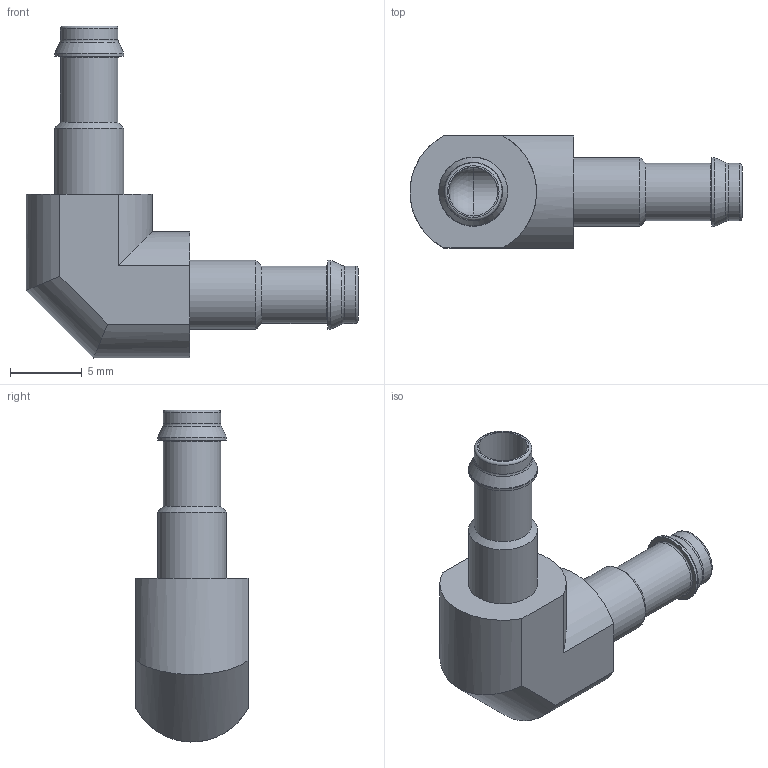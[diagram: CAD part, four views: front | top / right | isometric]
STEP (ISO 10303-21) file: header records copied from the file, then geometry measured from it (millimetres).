
FILE_DESCRIPTION(/* description */ ('STEP AP214'),/* implementation_level */ '2;1');
FILE_NAME(/* name */ '9584_L-PK-4',/* time_stamp */ '2024-09-04T19:24:10+02:00',/* author */ ('License CC BY-ND 4.0'),/* organization */ ('CADENAS'),/* preprocessor_version */ 'ST-DEVELOPER v19.3',/* originating_system */ 'PARTsolutions',/* authorisation */ ' ');
FILE_SCHEMA (('AUTOMOTIVE_DESIGN {1 0 10303 214 3 1 1}'));
Length unit declared in the file: millimetre
Products named in the file (1): 9584 L-PK-4
Bounding box: 23.1 x 7.8 x 23.1 mm (x, y, z)
Volume: 755.8 mm3; surface area: 1167.9 mm2
Topology: 1 solids, 1 shells, 36 faces, 77 edges, 46 vertices
Faces by surface type: cylinder 15, plane 8, torus 8, cone 4, sphere 1
Full cylindrical faces by diameter (mm): 3.4 x2, 4 x4, 4.8 x4
Entity records: 1098 total; most frequent: DIRECTION 160, CARTESIAN_POINT 129, ORIENTED_EDGE 100, AXIS2_PLACEMENT_3D 73, EDGE_LOOP 64, FACE_BOUND 64, EDGE_CURVE 50, VERTEX_POINT 42
